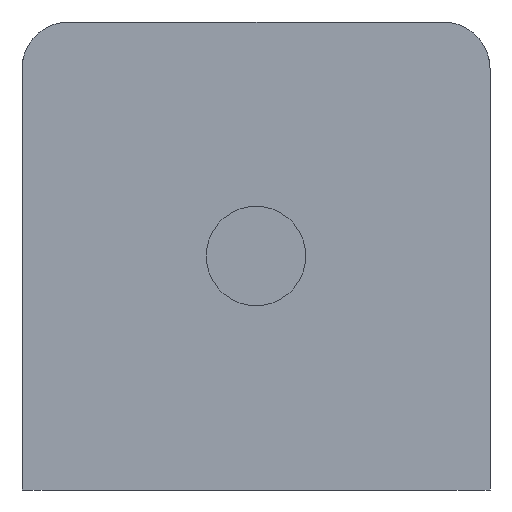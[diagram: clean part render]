
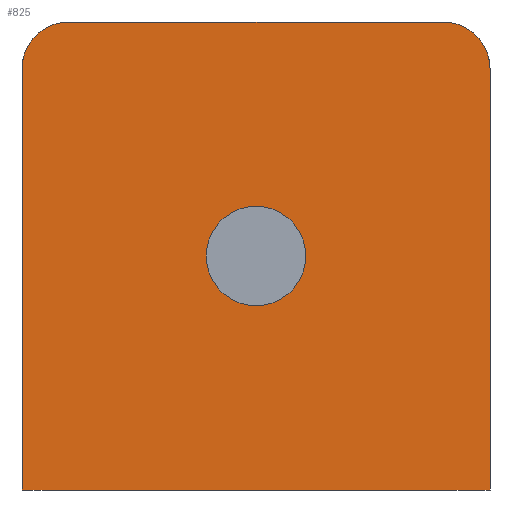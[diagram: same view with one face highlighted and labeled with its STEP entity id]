
A CAD part, left-side view. The second image highlights one B-rep face of the part: STEP entity #825.
In plain terms, the highlighted planar face has unit normal (-1, 0, 0).
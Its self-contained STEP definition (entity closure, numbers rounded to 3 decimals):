
#825=ADVANCED_FACE('',(#882,#883),#884,.T.);
#882=FACE_BOUND('',#961,.T.);
#883=FACE_OUTER_BOUND('',#962,.T.);
#884=PLANE('',#963);
#961=EDGE_LOOP('',(#1093));
#962=EDGE_LOOP('',(#1094,#1095,#1096,#1097,#1098,#1099));
#963=AXIS2_PLACEMENT_3D('',#1100,#1101,#1102);
#1093=ORIENTED_EDGE('',*,*,#1200,.T.);
#1094=ORIENTED_EDGE('',*,*,#1226,.T.);
#1095=ORIENTED_EDGE('',*,*,#1227,.T.);
#1096=ORIENTED_EDGE('',*,*,#1228,.T.);
#1097=ORIENTED_EDGE('',*,*,#1207,.T.);
#1098=ORIENTED_EDGE('',*,*,#1225,.F.);
#1099=ORIENTED_EDGE('',*,*,#1218,.T.);
#1100=CARTESIAN_POINT('',(-20.0,0.0,-20.0));
#1101=DIRECTION('',(-1.0,0.0,0.0));
#1102=DIRECTION('',(0.0,0.0,1.0));
#1200=EDGE_CURVE('',#1258,#1258,#1259,.T.);
#1207=EDGE_CURVE('',#1271,#1272,#1273,.T.);
#1218=EDGE_CURVE('',#1293,#1291,#1294,.T.);
#1225=EDGE_CURVE('',#1293,#1272,#1304,.T.);
#1226=EDGE_CURVE('',#1291,#1305,#1306,.T.);
#1227=EDGE_CURVE('',#1305,#1307,#1308,.T.);
#1228=EDGE_CURVE('',#1307,#1271,#1309,.T.);
#1258=VERTEX_POINT('',#1395);
#1259=CIRCLE('',#1396,4.25);
#1271=VERTEX_POINT('',#1408);
#1272=VERTEX_POINT('',#1409);
#1273=CIRCLE('',#1410,4.0);
#1291=VERTEX_POINT('',#1480);
#1293=VERTEX_POINT('',#1483);
#1294=LINE('',#1484,#1485);
#1304=LINE('',#1500,#1501);
#1305=VERTEX_POINT('',#1502);
#1306=LINE('',#1503,#1504);
#1307=VERTEX_POINT('',#1505);
#1308=CIRCLE('',#1506,4.0);
#1309=LINE('',#1507,#1508);
#1395=CARTESIAN_POINT('',(-20.0,0.0,-4.25));
#1396=AXIS2_PLACEMENT_3D('',#1555,#1556,#1557);
#1408=CARTESIAN_POINT('',(-20.0,16.0,20.0));
#1409=CARTESIAN_POINT('',(-20.0,20.0,16.0));
#1410=AXIS2_PLACEMENT_3D('',#1576,#1577,#1578);
#1480=CARTESIAN_POINT('',(-20.0,-20.0,-20.0));
#1483=CARTESIAN_POINT('',(-20.0,20.0,-20.0));
#1484=CARTESIAN_POINT('',(-20.0,0.0,-20.0));
#1485=VECTOR('',#1598,1.0);
#1500=CARTESIAN_POINT('',(-20.0,20.0,-20.0));
#1501=VECTOR('',#1607,1.0);
#1502=CARTESIAN_POINT('',(-20.0,-20.0,16.0));
#1503=CARTESIAN_POINT('',(-20.0,-20.0,-20.0));
#1504=VECTOR('',#1608,1.0);
#1505=CARTESIAN_POINT('',(-20.0,-16.0,20.0));
#1506=AXIS2_PLACEMENT_3D('',#1609,#1610,#1611);
#1507=CARTESIAN_POINT('',(-20.0,0.0,20.0));
#1508=VECTOR('',#1612,1.0);
#1555=CARTESIAN_POINT('',(-20.0,0.0,0.));
#1556=DIRECTION('',(1.0,0.0,0.));
#1557=DIRECTION('',(0.,0.0,-1.0));
#1576=CARTESIAN_POINT('',(-20.0,16.0,16.0));
#1577=DIRECTION('',(-1.0,0.0,0.0));
#1578=DIRECTION('',(0.0,0.0,1.0));
#1598=DIRECTION('',(0.0,-1.0,0.0));
#1607=DIRECTION('',(0.0,0.0,1.0));
#1608=DIRECTION('',(0.0,0.0,1.0));
#1609=CARTESIAN_POINT('',(-20.0,-16.0,16.0));
#1610=DIRECTION('',(-1.0,0.0,0.0));
#1611=DIRECTION('',(0.0,0.0,1.0));
#1612=DIRECTION('',(0.0,1.0,0.0));
